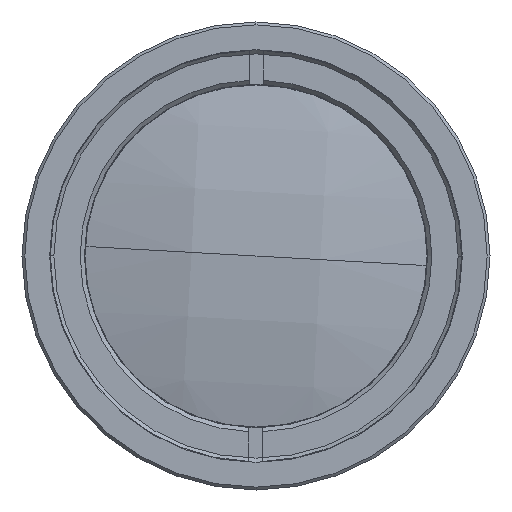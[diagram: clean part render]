
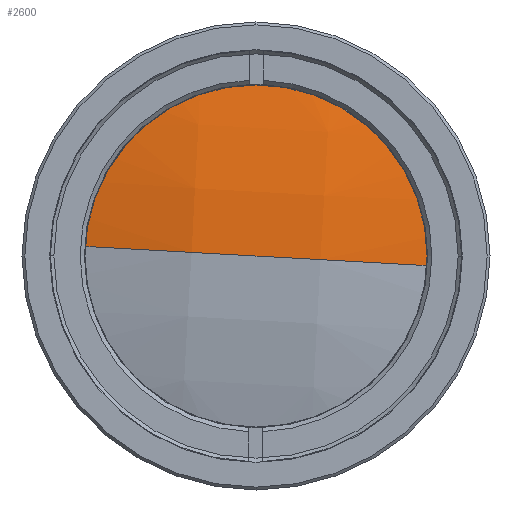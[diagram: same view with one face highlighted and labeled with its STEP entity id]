
A CAD part, left-side view. The second image highlights one B-rep face of the part: STEP entity #2600.
In plain terms, the highlighted free-form (B-spline) face has degree [3, 3] with [4, 4] control points.
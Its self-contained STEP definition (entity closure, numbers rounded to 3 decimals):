
#132 = CARTESIAN_POINT ( 'NONE',  ( 16.254, 13.388, 5.207 ) ) ;
#208 = FACE_OUTER_BOUND ( 'NONE', #3621, .T. ) ;
#585 = DIRECTION ( 'NONE',  ( 0., -0.056, 0.998 ) ) ;
#751 = CIRCLE ( 'NONE', #8539, 13.5 ) ;
#1059 = CARTESIAN_POINT ( 'NONE',  ( 16.211, -13.479, -0.756 ) ) ;
#1234 = CARTESIAN_POINT ( 'NONE',  ( 13.838, 4.391, 4.914 ) ) ;
#2077 = CARTESIAN_POINT ( 'NONE',  ( 13.838, -4.913, 4.392 ) ) ;
#2600 = ADVANCED_FACE ( 'NONE', ( #208 ), #5399, .T. ) ;
#3161 = CARTESIAN_POINT ( 'NONE',  ( 13.838, -4.652, -0.261 ) ) ;
#3359 = CARTESIAN_POINT ( 'NONE',  ( 16.211, 0., 0. ) ) ;
#3603 = ORIENTED_EDGE ( 'NONE', *, *, #4604, .T. ) ;
#3621 = EDGE_LOOP ( 'NONE', ( #3603, #10641 ) ) ;
#3831 = VERTEX_POINT ( 'NONE', #1059 ) ;
#4253 = CARTESIAN_POINT ( 'NONE',  ( 17.984, -14.374, 12.371 ) ) ;
#4604 = EDGE_CURVE ( 'NONE', #3831, #8039, #751, .T. ) ;
#4825 = CARTESIAN_POINT ( 'NONE',  ( 67.142, 0., 0. ) ) ;
#5399 =( BOUNDED_SURFACE ( )  B_SPLINE_SURFACE ( 3, 3, ( 
 ( #10765, #132, #12712, #8425 ),
 ( #7428, #1234, #10567, #7578 ),
 ( #3161, #2077, #10841, #5552 ),
 ( #7363, #8545, #9586, #4253 ) ),
 .UNSPECIFIED., .F., .F., .T. ) 
 B_SPLINE_SURFACE_WITH_KNOTS ( ( 4, 4 ),
 ( 4, 4 ),
 ( 0., 1. ),
 ( 0., 1. ),
 .UNSPECIFIED. ) 
 GEOMETRIC_REPRESENTATION_ITEM ( )  RATIONAL_B_SPLINE_SURFACE ( (
 ( 1., 0.994, 0.994, 1.),
 ( 0.977, 0.972, 0.972, 0.977),
 ( 0.977, 0.972, 0.972, 0.977),
 ( 1., 0.994, 0.994, 1.) ) ) 
 REPRESENTATION_ITEM ( '' )  SURFACE ( )  );
#5552 = CARTESIAN_POINT ( 'NONE',  ( 15.651, -5.424, 13.499 ) ) ;
#6235 = EDGE_CURVE ( 'NONE', #8039, #3831, #6449, .T. ) ;
#6449 = CIRCLE ( 'NONE', #6904, 52.689 ) ;
#6771 = DIRECTION ( 'NONE',  ( 0., 0.998, 0.056 ) ) ;
#6904 = AXIS2_PLACEMENT_3D ( 'NONE', #4825, #585, #6771 ) ;
#7363 = CARTESIAN_POINT ( 'NONE',  ( 16.254, -13.637, -0.765 ) ) ;
#7428 = CARTESIAN_POINT ( 'NONE',  ( 13.838, 4.652, 0.261 ) ) ;
#7578 = CARTESIAN_POINT ( 'NONE',  ( 15.651, 3.88, 14.021 ) ) ;
#8039 = VERTEX_POINT ( 'NONE', #9515 ) ;
#8425 = CARTESIAN_POINT ( 'NONE',  ( 17.984, 12.9, 13.902 ) ) ;
#8468 = DIRECTION ( 'NONE',  ( 0., 0.998, 0.056 ) ) ;
#8539 = AXIS2_PLACEMENT_3D ( 'NONE', #3359, #10624, #8468 ) ;
#8545 = CARTESIAN_POINT ( 'NONE',  ( 16.254, -13.886, 3.677 ) ) ;
#9515 = CARTESIAN_POINT ( 'NONE',  ( 16.211, 13.479, 0.756 ) ) ;
#9586 = CARTESIAN_POINT ( 'NONE',  ( 16.834, -14.133, 8.081 ) ) ;
#10567 = CARTESIAN_POINT ( 'NONE',  ( 14.446, 4.132, 9.527 ) ) ;
#10624 = DIRECTION ( 'NONE',  ( -1., 0., 0. ) ) ;
#10641 = ORIENTED_EDGE ( 'NONE', *, *, #6235, .T. ) ;
#10765 = CARTESIAN_POINT ( 'NONE',  ( 16.254, 13.637, 0.765 ) ) ;
#10841 = CARTESIAN_POINT ( 'NONE',  ( 14.446, -5.171, 9.005 ) ) ;
#12712 = CARTESIAN_POINT ( 'NONE',  ( 16.834, 13.141, 9.611 ) ) ;
